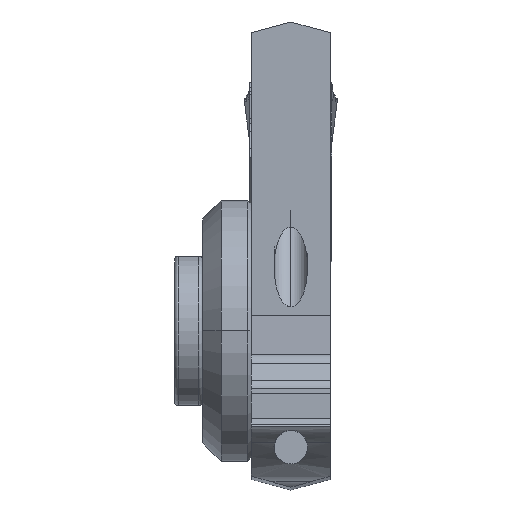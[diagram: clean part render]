
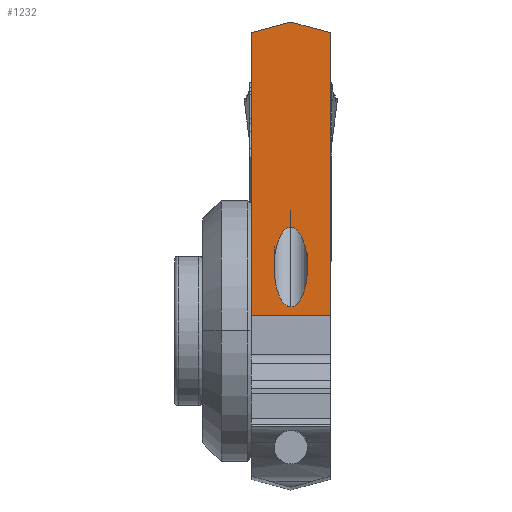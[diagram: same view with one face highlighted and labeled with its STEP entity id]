
A CAD part, top view. The second image highlights one B-rep face of the part: STEP entity #1232.
In plain terms, the highlighted planar face has unit normal (0, 0, 1).
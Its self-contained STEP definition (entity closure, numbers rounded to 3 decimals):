
#52=FACE_BOUND('',#1619,.T.);
#53=FACE_BOUND('',#1620,.T.);
#1121=ELLIPSE('',#4601,2.13,0.9);
#1122=ELLIPSE('',#4602,2.13,0.9);
#1232=ADVANCED_FACE('',(#52,#53),#1340,.T.);
#1340=PLANE('',#4603);
#1619=EDGE_LOOP('',(#2280,#2281,#2282,#2283,#2284));
#1620=EDGE_LOOP('',(#2285,#2286));
#2280=ORIENTED_EDGE('',*,*,#3153,.F.);
#2281=ORIENTED_EDGE('',*,*,#3154,.F.);
#2282=ORIENTED_EDGE('',*,*,#3058,.T.);
#2283=ORIENTED_EDGE('',*,*,#3152,.T.);
#2284=ORIENTED_EDGE('',*,*,#3113,.T.);
#2285=ORIENTED_EDGE('',*,*,#3155,.F.);
#2286=ORIENTED_EDGE('',*,*,#3156,.F.);
#2705=VERTEX_POINT('',#6840);
#2706=VERTEX_POINT('',#6842);
#2739=VERTEX_POINT('',#7015);
#2740=VERTEX_POINT('',#7017);
#2760=VERTEX_POINT('',#7097);
#2761=VERTEX_POINT('',#7100);
#2762=VERTEX_POINT('',#7101);
#3058=EDGE_CURVE('',#2706,#2705,#3755,.T.);
#3113=EDGE_CURVE('',#2740,#2739,#3791,.T.);
#3152=EDGE_CURVE('',#2705,#2740,#3820,.T.);
#3153=EDGE_CURVE('',#2760,#2739,#3821,.T.);
#3154=EDGE_CURVE('',#2706,#2760,#3822,.T.);
#3155=EDGE_CURVE('',#2761,#2762,#1121,.T.);
#3156=EDGE_CURVE('',#2762,#2761,#1122,.T.);
#3755=LINE('',#6841,#4024);
#3791=LINE('',#7016,#4060);
#3820=LINE('',#7094,#4089);
#3821=LINE('',#7096,#4090);
#3822=LINE('',#7098,#4091);
#4024=VECTOR('',#5117,1.);
#4060=VECTOR('',#5223,1.);
#4089=VECTOR('',#5310,1.);
#4090=VECTOR('',#5313,1.);
#4091=VECTOR('',#5314,1.);
#4601=AXIS2_PLACEMENT_3D('',#7099,#5315,#5316);
#4602=AXIS2_PLACEMENT_3D('',#7102,#5317,#5318);
#4603=AXIS2_PLACEMENT_3D('',#7103,#5319,#5320);
#5117=DIRECTION('',(0.,-1.,0.));
#5223=DIRECTION('',(0.,1.,0.));
#5310=DIRECTION('',(1.,0.,0.));
#5313=DIRECTION('',(0.966,-0.259,0.));
#5314=DIRECTION('',(0.966,0.259,0.));
#5315=DIRECTION('',(0.,0.,1.));
#5316=DIRECTION('',(0.,1.,0.));
#5317=DIRECTION('',(0.,0.,1.));
#5318=DIRECTION('',(0.,1.,0.));
#5319=DIRECTION('',(0.,0.,1.));
#5320=DIRECTION('',(0.,-1.,0.));
#6840=CARTESIAN_POINT('',(-4.25,9.7,0.));
#6841=CARTESIAN_POINT('',(-4.25,24.861,0.));
#6842=CARTESIAN_POINT('',(-4.25,24.861,0.));
#7015=CARTESIAN_POINT('',(0.,24.861,0.));
#7016=CARTESIAN_POINT('',(0.,9.7,0.));
#7017=CARTESIAN_POINT('',(0.,9.7,0.));
#7094=CARTESIAN_POINT('',(-4.25,9.7,0.));
#7096=CARTESIAN_POINT('',(-2.125,25.43,0.));
#7097=CARTESIAN_POINT('',(-2.125,25.43,0.));
#7098=CARTESIAN_POINT('',(-4.25,24.861,0.));
#7099=CARTESIAN_POINT('',(-2.125,12.305,0.));
#7100=CARTESIAN_POINT('',(-2.125,14.435,0.));
#7101=CARTESIAN_POINT('',(-2.125,10.176,0.));
#7102=CARTESIAN_POINT('',(-2.125,12.305,0.));
#7103=CARTESIAN_POINT('',(-2.125,17.565,0.));
